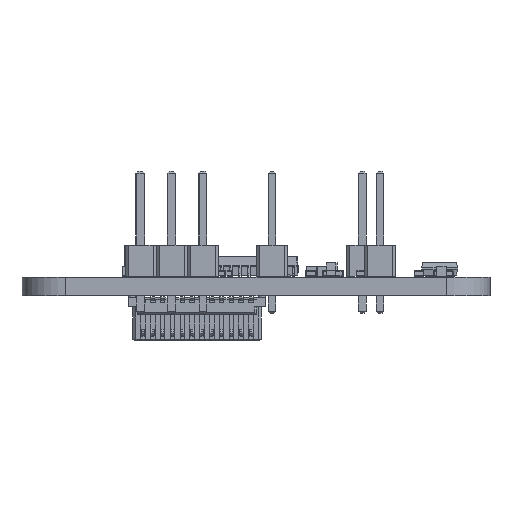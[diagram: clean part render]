
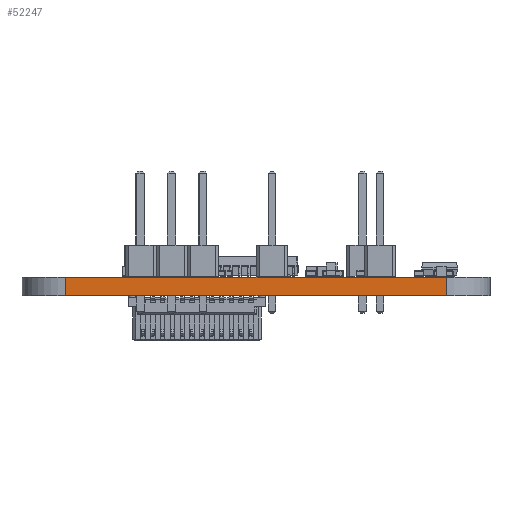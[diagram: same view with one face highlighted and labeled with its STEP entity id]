
A CAD part, left-side view. The second image highlights one B-rep face of the part: STEP entity #52247.
In plain terms, the highlighted planar face has unit normal (-1, 0, 0).
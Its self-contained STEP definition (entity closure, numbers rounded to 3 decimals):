
#51390 = VERTEX_POINT('',#51391);
#51391 = CARTESIAN_POINT('',(167.35,-36.6,0.));
#51398 = EDGE_CURVE('',#51399,#51390,#51401,.T.);
#51399 = VERTEX_POINT('',#51400);
#51400 = CARTESIAN_POINT('',(167.35,-67.6,0.));
#51401 = LINE('',#51402,#51403);
#51402 = CARTESIAN_POINT('',(167.35,-67.6,0.));
#51403 = VECTOR('',#51404,1.);
#51404 = DIRECTION('',(0.,1.,0.));
#51805 = VERTEX_POINT('',#51806);
#51806 = CARTESIAN_POINT('',(167.35,-36.6,1.51));
#51813 = EDGE_CURVE('',#51814,#51805,#51816,.T.);
#51814 = VERTEX_POINT('',#51815);
#51815 = CARTESIAN_POINT('',(167.35,-67.6,1.51));
#51816 = LINE('',#51817,#51818);
#51817 = CARTESIAN_POINT('',(167.35,-67.6,1.51));
#51818 = VECTOR('',#51819,1.);
#51819 = DIRECTION('',(0.,1.,0.));
#52217 = EDGE_CURVE('',#51390,#51805,#52218,.T.);
#52218 = LINE('',#52219,#52220);
#52219 = CARTESIAN_POINT('',(167.35,-36.6,0.));
#52220 = VECTOR('',#52221,1.);
#52221 = DIRECTION('',(0.,0.,1.));
#52247 = ADVANCED_FACE('',(#52248),#52259,.T.);
#52248 = FACE_BOUND('',#52249,.T.);
#52249 = EDGE_LOOP('',(#52250,#52256,#52257,#52258));
#52250 = ORIENTED_EDGE('',*,*,#52251,.T.);
#52251 = EDGE_CURVE('',#51399,#51814,#52252,.T.);
#52252 = LINE('',#52253,#52254);
#52253 = CARTESIAN_POINT('',(167.35,-67.6,0.));
#52254 = VECTOR('',#52255,1.);
#52255 = DIRECTION('',(0.,0.,1.));
#52256 = ORIENTED_EDGE('',*,*,#51813,.T.);
#52257 = ORIENTED_EDGE('',*,*,#52217,.F.);
#52258 = ORIENTED_EDGE('',*,*,#51398,.F.);
#52259 = PLANE('',#52260);
#52260 = AXIS2_PLACEMENT_3D('',#52261,#52262,#52263);
#52261 = CARTESIAN_POINT('',(167.35,-67.6,0.));
#52262 = DIRECTION('',(-1.,0.,0.));
#52263 = DIRECTION('',(0.,1.,0.));
